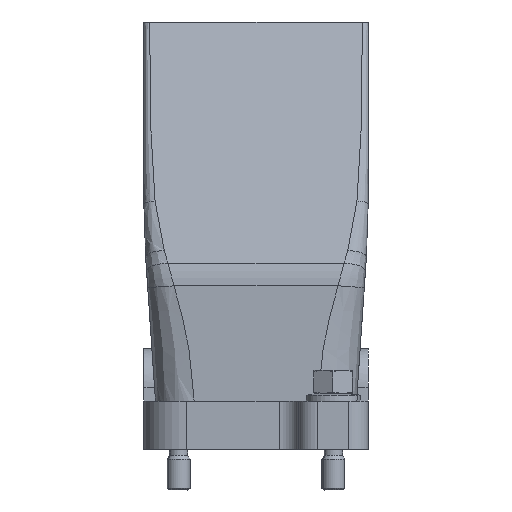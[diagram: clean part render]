
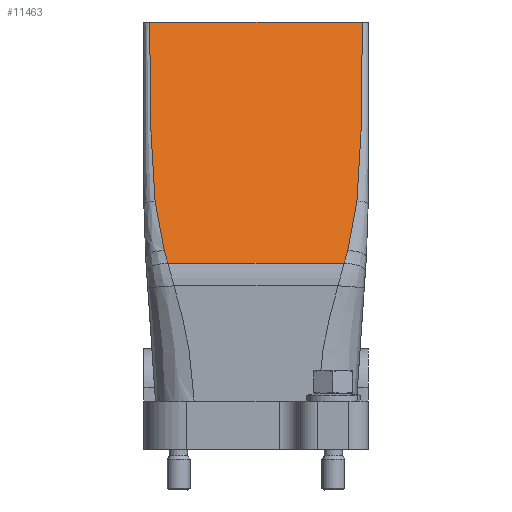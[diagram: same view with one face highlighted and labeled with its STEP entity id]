
A CAD part, front view. The second image highlights one B-rep face of the part: STEP entity #11463.
In plain terms, the highlighted planar face has unit normal (0, -0.956, 0.293).
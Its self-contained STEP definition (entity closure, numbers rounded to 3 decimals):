
#11437=AXIS2_PLACEMENT_3D('Plane Axis2P3D',#11434,#11435,#11436) ;
#127=CARTESIAN_POINT('Vertex',(1.5,41.,121.)) ;
#130=CARTESIAN_POINT('Line Origine',(29.,41.,121.)) ;
#134=CARTESIAN_POINT('Vertex',(56.5,41.,121.)) ;
#3140=CARTESIAN_POINT('Vertex',(55.086,26.79,74.665)) ;
#3144=CARTESIAN_POINT('Control Point',(52.715,22.891,61.951)) ;
#3145=CARTESIAN_POINT('Control Point',(53.19,23.416,63.665)) ;
#3146=CARTESIAN_POINT('Control Point',(53.62,23.945,65.39)) ;
#3147=CARTESIAN_POINT('Control Point',(53.997,24.478,67.129)) ;
#3148=CARTESIAN_POINT('Control Point',(54.463,25.261,69.679)) ;
#3149=CARTESIAN_POINT('Control Point',(54.816,26.048,72.246)) ;
#3150=CARTESIAN_POINT('Control Point',(54.915,26.293,73.044)) ;
#3151=CARTESIAN_POINT('Control Point',(55.005,26.541,73.854)) ;
#3152=CARTESIAN_POINT('Control Point',(55.087,26.79,74.665)) ;
#3153=CARTESIAN_POINT('Vertex',(52.715,22.891,61.951)) ;
#3227=CARTESIAN_POINT('Control Point',(51.783,21.879,58.652)) ;
#3228=CARTESIAN_POINT('Control Point',(51.87,21.97,58.951)) ;
#3229=CARTESIAN_POINT('Control Point',(51.956,22.062,59.249)) ;
#3230=CARTESIAN_POINT('Control Point',(52.042,22.154,59.548)) ;
#3231=CARTESIAN_POINT('Control Point',(52.23,22.356,60.207)) ;
#3232=CARTESIAN_POINT('Control Point',(52.416,22.558,60.867)) ;
#3233=CARTESIAN_POINT('Control Point',(52.516,22.669,61.229)) ;
#3234=CARTESIAN_POINT('Control Point',(52.616,22.78,61.59)) ;
#3235=CARTESIAN_POINT('Control Point',(52.715,22.891,61.951)) ;
#3236=CARTESIAN_POINT('Vertex',(51.783,21.879,58.652)) ;
#3658=CARTESIAN_POINT('Line Origine',(29.,21.879,58.652)) ;
#3662=CARTESIAN_POINT('Vertex',(6.217,21.879,58.652)) ;
#10082=CARTESIAN_POINT('Vertex',(5.285,22.891,61.951)) ;
#10094=CARTESIAN_POINT('Control Point',(6.217,21.879,58.652)) ;
#10095=CARTESIAN_POINT('Control Point',(6.13,21.97,58.951)) ;
#10096=CARTESIAN_POINT('Control Point',(6.044,22.062,59.249)) ;
#10097=CARTESIAN_POINT('Control Point',(5.958,22.154,59.548)) ;
#10098=CARTESIAN_POINT('Control Point',(5.77,22.356,60.207)) ;
#10099=CARTESIAN_POINT('Control Point',(5.584,22.558,60.867)) ;
#10100=CARTESIAN_POINT('Control Point',(5.484,22.669,61.229)) ;
#10101=CARTESIAN_POINT('Control Point',(5.384,22.78,61.59)) ;
#10102=CARTESIAN_POINT('Control Point',(5.285,22.891,61.951)) ;
#10675=CARTESIAN_POINT('Vertex',(2.914,26.79,74.665)) ;
#10679=CARTESIAN_POINT('Control Point',(5.285,22.891,61.951)) ;
#10680=CARTESIAN_POINT('Control Point',(4.81,23.416,63.665)) ;
#10681=CARTESIAN_POINT('Control Point',(4.38,23.945,65.39)) ;
#10682=CARTESIAN_POINT('Control Point',(4.003,24.478,67.129)) ;
#10683=CARTESIAN_POINT('Control Point',(3.537,25.261,69.679)) ;
#10684=CARTESIAN_POINT('Control Point',(3.184,26.048,72.246)) ;
#10685=CARTESIAN_POINT('Control Point',(3.085,26.293,73.044)) ;
#10686=CARTESIAN_POINT('Control Point',(2.995,26.541,73.854)) ;
#10687=CARTESIAN_POINT('Control Point',(2.913,26.79,74.665)) ;
#11414=CARTESIAN_POINT('Control Point',(2.914,26.79,74.665)) ;
#11415=CARTESIAN_POINT('Control Point',(2.806,27.123,75.75)) ;
#11416=CARTESIAN_POINT('Control Point',(2.708,27.454,76.832)) ;
#11417=CARTESIAN_POINT('Control Point',(2.618,27.784,77.908)) ;
#11418=CARTESIAN_POINT('Control Point',(1.962,30.387,86.394)) ;
#11419=CARTESIAN_POINT('Control Point',(1.692,32.995,94.897)) ;
#11420=CARTESIAN_POINT('Control Point',(1.544,35.272,102.324)) ;
#11421=CARTESIAN_POINT('Control Point',(1.504,37.753,110.413)) ;
#11422=CARTESIAN_POINT('Control Point',(1.5,40.234,118.503)) ;
#11423=CARTESIAN_POINT('Control Point',(1.5,40.485,119.32)) ;
#11424=CARTESIAN_POINT('Control Point',(1.5,40.746,120.173)) ;
#11425=CARTESIAN_POINT('Control Point',(1.5,41.,121.)) ;
#11434=CARTESIAN_POINT('Axis2P3D Location',(29.,41.,121.)) ;
#11440=CARTESIAN_POINT('Control Point',(55.086,26.79,74.665)) ;
#11441=CARTESIAN_POINT('Control Point',(55.194,27.123,75.75)) ;
#11442=CARTESIAN_POINT('Control Point',(55.292,27.454,76.832)) ;
#11443=CARTESIAN_POINT('Control Point',(55.382,27.784,77.908)) ;
#11444=CARTESIAN_POINT('Control Point',(56.038,30.387,86.394)) ;
#11445=CARTESIAN_POINT('Control Point',(56.308,32.995,94.897)) ;
#11446=CARTESIAN_POINT('Control Point',(56.456,35.272,102.324)) ;
#11447=CARTESIAN_POINT('Control Point',(56.496,37.753,110.413)) ;
#11448=CARTESIAN_POINT('Control Point',(56.5,40.234,118.503)) ;
#11449=CARTESIAN_POINT('Control Point',(56.5,40.485,119.32)) ;
#11450=CARTESIAN_POINT('Control Point',(56.5,40.746,120.173)) ;
#11451=CARTESIAN_POINT('Control Point',(56.5,41.,121.)) ;
#131=DIRECTION('Vector Direction',(-1.,0.,0.)) ;
#3659=DIRECTION('Vector Direction',(-1.,0.,0.)) ;
#11435=DIRECTION('Axis2P3D Direction',(0.,0.956,-0.293)) ;
#11436=DIRECTION('Axis2P3D XDirection',(0.,-0.293,-0.956)) ;
#132=VECTOR('Line Direction',#131,1.) ;
#3660=VECTOR('Line Direction',#3659,1.) ;
#11454=ORIENTED_EDGE('',*,*,#11426,.T.) ;
#11455=ORIENTED_EDGE('',*,*,#10688,.T.) ;
#11456=ORIENTED_EDGE('',*,*,#10103,.T.) ;
#11457=ORIENTED_EDGE('',*,*,#3664,.F.) ;
#11458=ORIENTED_EDGE('',*,*,#3238,.F.) ;
#11459=ORIENTED_EDGE('',*,*,#3155,.F.) ;
#11460=ORIENTED_EDGE('',*,*,#11452,.F.) ;
#11461=ORIENTED_EDGE('',*,*,#136,.T.) ;
#11463=ADVANCED_FACE('Hood',(#11462),#11438,.F.) ;
#3143=B_SPLINE_CURVE_WITH_KNOTS('',5,(#3144,#3145,#3146,#3147,#3148,#3149,#3150,#3151,#3152),.UNSPECIFIED.,.F.,.U.,(6,3,6),(97.865,114.078,121.512),.UNSPECIFIED.) ;
#3226=B_SPLINE_CURVE_WITH_KNOTS('',5,(#3227,#3228,#3229,#3230,#3231,#3232,#3233,#3234,#3235),.UNSPECIFIED.,.F.,.U.,(6,3,6),(90.489,93.275,96.639),.UNSPECIFIED.) ;
#10093=B_SPLINE_CURVE_WITH_KNOTS('',5,(#10094,#10095,#10096,#10097,#10098,#10099,#10100,#10101,#10102),.UNSPECIFIED.,.F.,.U.,(6,3,6),(90.489,93.275,96.639),.UNSPECIFIED.) ;
#10678=B_SPLINE_CURVE_WITH_KNOTS('',5,(#10679,#10680,#10681,#10682,#10683,#10684,#10685,#10686,#10687),.UNSPECIFIED.,.F.,.U.,(6,3,6),(97.865,114.078,121.512),.UNSPECIFIED.) ;
#11413=B_SPLINE_CURVE_WITH_KNOTS('',5,(#11414,#11415,#11416,#11417,#11418,#11419,#11420,#11421,#11422,#11423,#11424,#11425),.UNSPECIFIED.,.F.,.U.,(6,3,3,6),(120.168,130.06,197.185,203.333),.UNSPECIFIED.) ;
#11439=B_SPLINE_CURVE_WITH_KNOTS('',5,(#11440,#11441,#11442,#11443,#11444,#11445,#11446,#11447,#11448,#11449,#11450,#11451),.UNSPECIFIED.,.F.,.U.,(6,3,3,6),(120.168,130.06,197.185,203.333),.UNSPECIFIED.) ;
#136=EDGE_CURVE('',#135,#128,#133,.T.) ;
#3155=EDGE_CURVE('',#3141,#3154,#3143,.F.) ;
#3238=EDGE_CURVE('',#3154,#3237,#3226,.F.) ;
#3664=EDGE_CURVE('',#3237,#3663,#3661,.T.) ;
#10103=EDGE_CURVE('',#10083,#3663,#10093,.F.) ;
#10688=EDGE_CURVE('',#10676,#10083,#10678,.F.) ;
#11426=EDGE_CURVE('',#128,#10676,#11413,.F.) ;
#11452=EDGE_CURVE('',#135,#3141,#11439,.F.) ;
#11453=EDGE_LOOP('',(#11454,#11455,#11456,#11457,#11458,#11459,#11460,#11461)) ;
#11462=FACE_OUTER_BOUND('',#11453,.T.) ;
#133=LINE('Line',#130,#132) ;
#3661=LINE('Line',#3658,#3660) ;
#11438=PLANE('',#11437) ;
#128=VERTEX_POINT('',#127) ;
#135=VERTEX_POINT('',#134) ;
#3141=VERTEX_POINT('',#3140) ;
#3154=VERTEX_POINT('',#3153) ;
#3237=VERTEX_POINT('',#3236) ;
#3663=VERTEX_POINT('',#3662) ;
#10083=VERTEX_POINT('',#10082) ;
#10676=VERTEX_POINT('',#10675) ;
